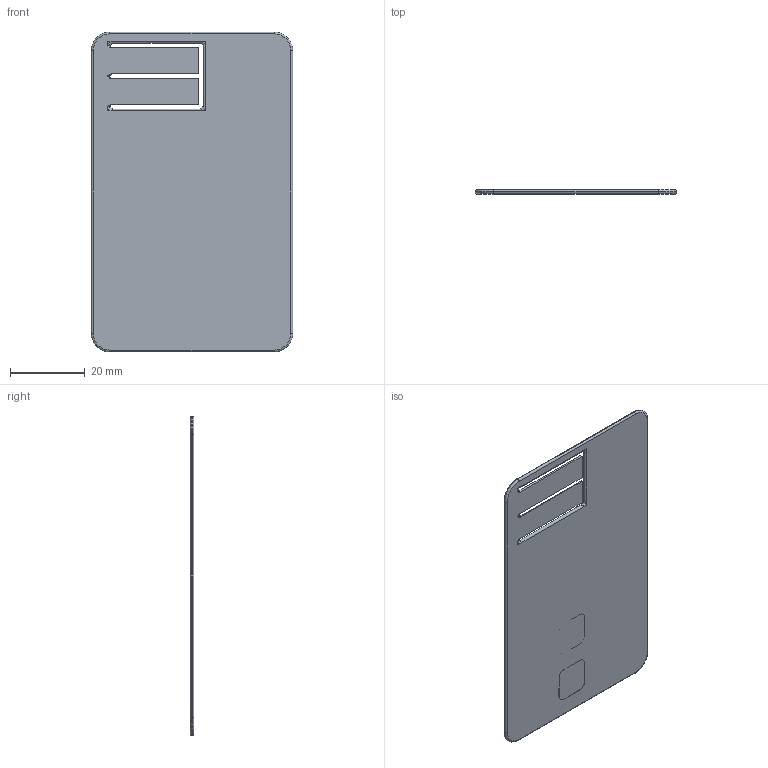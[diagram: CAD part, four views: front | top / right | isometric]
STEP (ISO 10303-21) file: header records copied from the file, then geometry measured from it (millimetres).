
FILE_DESCRIPTION(/* description */ (''),/* implementation_level */ '2;1');
FILE_NAME(/* name */ 'pFillamentCard-1-blank.stp',/* time_stamp */ '2020-07-07T00:11:15+02:00',/* author */ ('niels'),/* organization */ (''),/* preprocessor_version */ 'ST-DEVELOPER v18.1',/* originating_system */ 'Autodesk Inventor 2020',/* authorisation */ '');
FILE_SCHEMA (('AUTOMOTIVE_DESIGN { 1 0 10303 214 3 1 1 }'));
Length unit declared in the file: millimetre
Products named in the file (1): pFillamentCard-1-blank
Bounding box: 53.98 x 1 x 85.6 mm (x, y, z)
Volume: 3822.4 mm3; surface area: 9506.5 mm2
Topology: 1 solids, 1 shells, 621 faces, 1588 edges, 1012 vertices
Faces by surface type: bspline 248, plane 193, cylinder 108, torus 72
Entity records: 21070 total; most frequent: CARTESIAN_POINT 7557, ORIENTED_EDGE 3160, DIRECTION 2106, EDGE_CURVE 1580, VERTEX_POINT 1012, LINE 774, VECTOR 774, EDGE_LOOP 674
